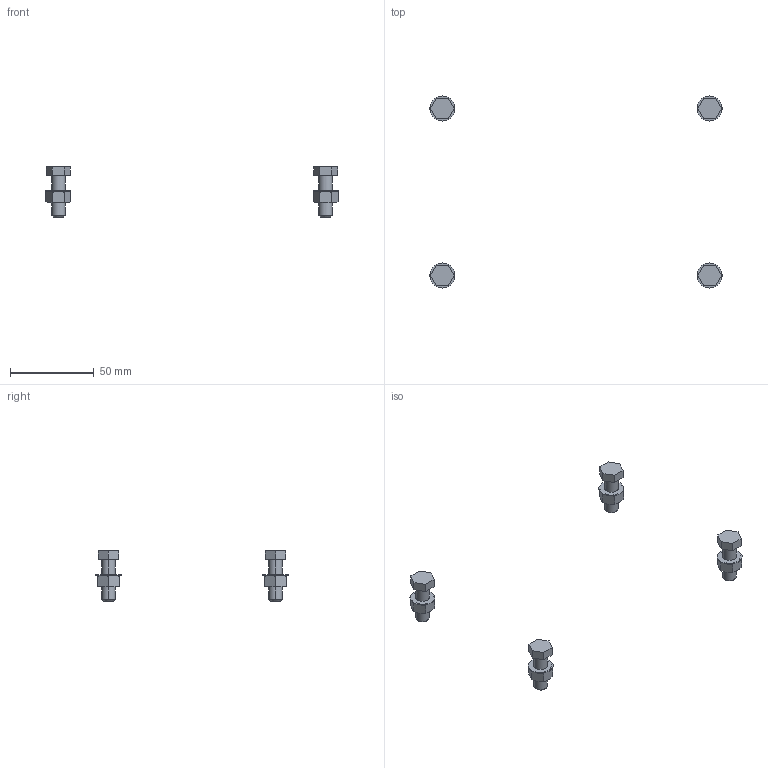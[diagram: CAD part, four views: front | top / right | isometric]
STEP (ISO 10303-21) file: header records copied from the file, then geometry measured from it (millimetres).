
FILE_DESCRIPTION((''),'2;1');
FILE_NAME('1SDH002065A1438_IGES','2019-07-04T',('ITSTCAR1'),(''),'CREO PARAMETRIC BY PTC INC, 2016050','CREO PARAMETRIC BY PTC INC, 2016050','');
FILE_SCHEMA(('AUTOMOTIVE_DESIGN { 1 0 10303 214 1 1 1 1 }'));
Length unit declared in the file: millimetre
Products named in the file (1): 1SDH002065A1438_IGES
Bounding box: 175.01 x 115 x 30.3 mm (x, y, z)
Volume: 10664.1 mm3; surface area: 6195 mm2
Topology: 4 solids, 4 shells, 136 faces, 316 edges, 208 vertices
Faces by surface type: plane 76, cylinder 32, cone 28
Entity records: 6432 total; most frequent: CARTESIAN_POINT 1754, ORIENTED_EDGE 632, DIRECTION 620, EDGE_CURVE 316, AXIS2_PLACEMENT_3D 232, VERTEX_POINT 208, COLOUR_RGB 203, VECTOR 156
